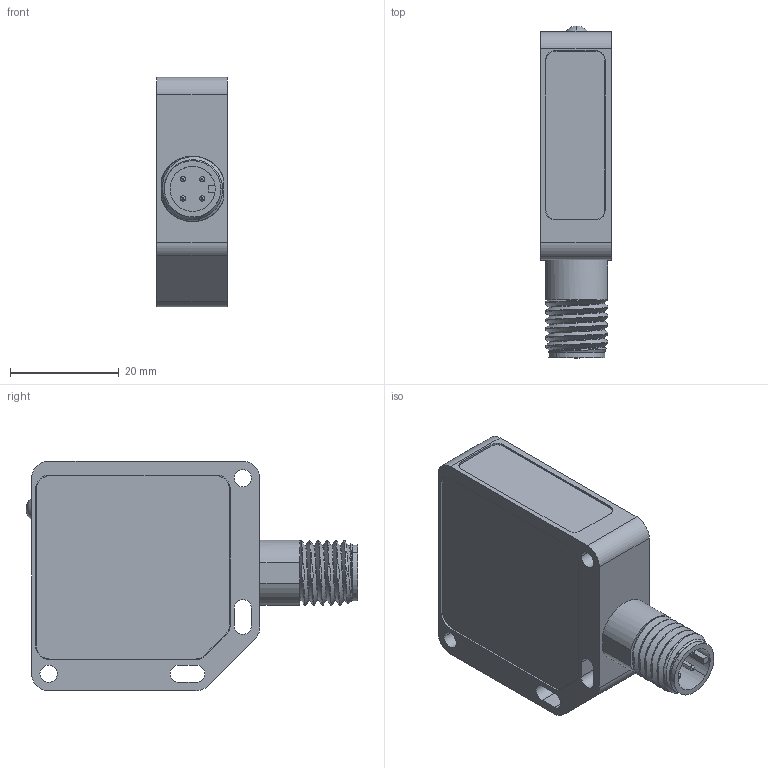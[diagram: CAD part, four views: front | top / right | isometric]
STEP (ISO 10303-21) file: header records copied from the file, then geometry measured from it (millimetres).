
FILE_DESCRIPTION((''),'2;1');
FILE_NAME('188708_ASM','2015-11-06T',('pdmadmin'),(''),'PRO/ENGINEER BY PARAMETRIC TECHNOLOGY CORPORATION, 2013230','PRO/ENGINEER BY PARAMETRIC TECHNOLOGY CORPORATION, 2013230','');
FILE_SCHEMA(('CONFIG_CONTROL_DESIGN'));
Length unit declared in the file: inch
Products named in the file (8): 50124; 62333; 08427; 44435_ASM; 50127; 44216; 48940; 188708_ASM
Assembly tree (7 placements, depth 3):
  188708_ASM
    44435_ASM
      50124
      62333
      08427
    50127
    44216
    48940
Bounding box: 12.93 x 60.93 x 42.14 mm (x, y, z)
Volume: 10031.9 mm3; surface area: 13892.4 mm2
Topology: 6 solids, 7 shells, 383 faces, 988 edges, 642 vertices
Faces by surface type: plane 194, cylinder 144, bspline 22, cone 11, sphere 6, torus 6
Entity records: 15498 total; most frequent: CARTESIAN_POINT 5923, ORIENTED_EDGE 1960, DIRECTION 1955, EDGE_CURVE 982, AXIS2_PLACEMENT_3D 695, VERTEX_POINT 642, VECTOR 565, LINE 565
